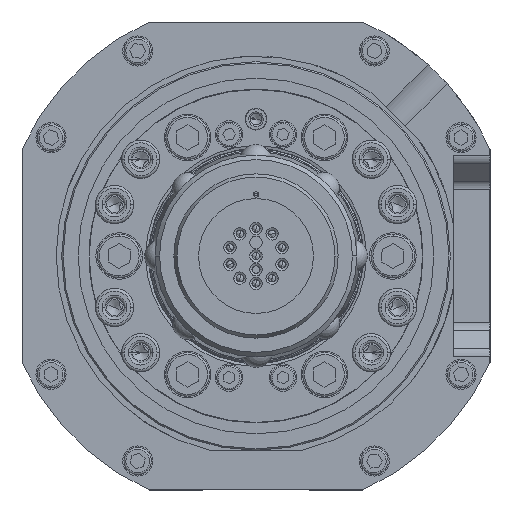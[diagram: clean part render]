
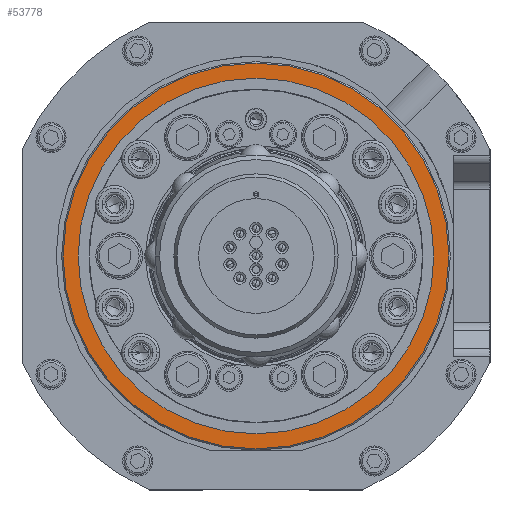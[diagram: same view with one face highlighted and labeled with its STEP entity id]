
A CAD part, front view. The second image highlights one B-rep face of the part: STEP entity #53778.
In plain terms, the highlighted planar face has unit normal (0, -1, 0).
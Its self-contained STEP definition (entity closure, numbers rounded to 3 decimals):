
#228 = ORIENTED_EDGE ( 'NONE', *, *, #13888, .T. ) ;
#351 = FACE_OUTER_BOUND ( 'NONE', #8131, .T. ) ;
#1822 = VERTEX_POINT ( 'NONE', #49029 ) ;
#6981 = AXIS2_PLACEMENT_3D ( 'NONE', #55210, #13409, #45605 ) ;
#8131 = EDGE_LOOP ( 'NONE', ( #42799, #228 ) ) ;
#8264 = CIRCLE ( 'NONE', #50438, 70.5 ) ;
#11235 = AXIS2_PLACEMENT_3D ( 'NONE', #38638, #52524, #33818 ) ;
#11713 = DIRECTION ( 'NONE',  ( 0., -1., 0. ) ) ;
#13409 = DIRECTION ( 'NONE',  ( 0., -1., 0. ) ) ;
#13888 = EDGE_CURVE ( 'NONE', #1822, #55952, #55253, .T. ) ;
#33818 = DIRECTION ( 'NONE',  ( 0., 0., 1. ) ) ;
#38638 = CARTESIAN_POINT ( 'NONE',  ( 64.5, -66.15, 0. ) ) ;
#42648 = EDGE_CURVE ( 'NONE', #55952, #1822, #8264, .T. ) ;
#42799 = ORIENTED_EDGE ( 'NONE', *, *, #42648, .T. ) ;
#43093 = PLANE ( 'NONE',  #11235 ) ;
#45605 = DIRECTION ( 'NONE',  ( 0., 0., 1. ) ) ;
#49029 = CARTESIAN_POINT ( 'NONE',  ( 0., -66.15, -70.5 ) ) ;
#50438 = AXIS2_PLACEMENT_3D ( 'NONE', #57144, #11713, #57339 ) ;
#52524 = DIRECTION ( 'NONE',  ( 0., 1., 0. ) ) ;
#53778 = ADVANCED_FACE ( 'NONE', ( #351 ), #43093, .F. ) ;
#55210 = CARTESIAN_POINT ( 'NONE',  ( 0., -66.15, 0. ) ) ;
#55253 = CIRCLE ( 'NONE', #6981, 70.5 ) ;
#55952 = VERTEX_POINT ( 'NONE', #58770 ) ;
#57144 = CARTESIAN_POINT ( 'NONE',  ( 0., -66.15, 0. ) ) ;
#57339 = DIRECTION ( 'NONE',  ( 0., 0., 1. ) ) ;
#58770 = CARTESIAN_POINT ( 'NONE',  ( 0., -66.15, 70.5 ) ) ;
